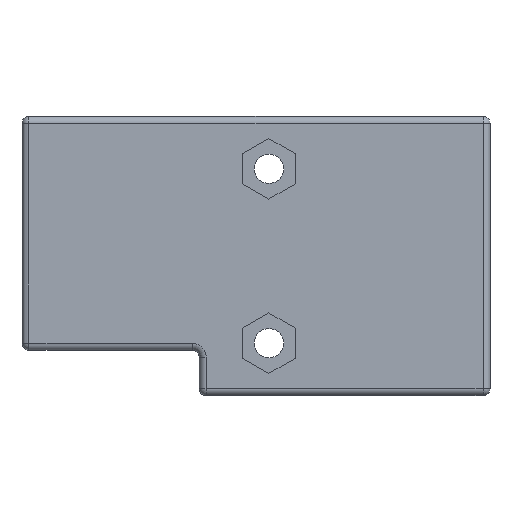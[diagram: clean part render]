
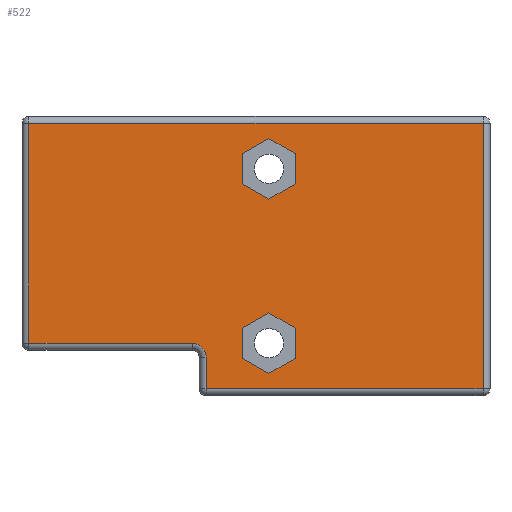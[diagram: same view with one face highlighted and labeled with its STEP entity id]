
A CAD part, front view. The second image highlights one B-rep face of the part: STEP entity #522.
In plain terms, the highlighted planar face has unit normal (0, -1, 0).
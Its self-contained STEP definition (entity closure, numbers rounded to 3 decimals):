
#15 = VERTEX_POINT ( 'NONE', #402 ) ;
#24 = CARTESIAN_POINT ( 'NONE',  ( 151.127, -20.8, 186.653 ) ) ;
#33 = DIRECTION ( 'NONE',  ( 0.866, 0., -0.5 ) ) ;
#47 = DIRECTION ( 'NONE',  ( 0., 0., 1. ) ) ;
#54 = VECTOR ( 'NONE', #1933, 1000. ) ;
#57 = ORIENTED_EDGE ( 'NONE', *, *, #1211, .F. ) ;
#85 = VECTOR ( 'NONE', #2211, 1000. ) ;
#96 = VECTOR ( 'NONE', #595, 1000. ) ;
#100 = CARTESIAN_POINT ( 'NONE',  ( 168.448, -20.8, 152.747 ) ) ;
#102 = ORIENTED_EDGE ( 'NONE', *, *, #676, .F. ) ;
#125 = DIRECTION ( 'NONE',  ( -1., 0., 0. ) ) ;
#127 = ORIENTED_EDGE ( 'NONE', *, *, #325, .F. ) ;
#140 = CARTESIAN_POINT ( 'NONE',  ( 150., -20.8, 184.7 ) ) ;
#147 = VERTEX_POINT ( 'NONE', #795 ) ;
#175 = CARTESIAN_POINT ( 'NONE',  ( 160., -20.8, 181.53 ) ) ;
#179 = VERTEX_POINT ( 'NONE', #1118 ) ;
#186 = VERTEX_POINT ( 'NONE', #849 ) ;
#192 = LINE ( 'NONE', #1353, #1489 ) ;
#210 = ORIENTED_EDGE ( 'NONE', *, *, #734, .T. ) ;
#216 = CARTESIAN_POINT ( 'NONE',  ( 151., -20.8, 145.7 ) ) ;
#220 = VERTEX_POINT ( 'NONE', #1033 ) ;
#227 = DIRECTION ( 'NONE',  ( 0.866, 0., -0.5 ) ) ;
#248 = LINE ( 'NONE', #779, #990 ) ;
#262 = VERTEX_POINT ( 'NONE', #1875 ) ;
#268 = EDGE_CURVE ( 'NONE', #328, #1063, #336, .T. ) ;
#278 = CARTESIAN_POINT ( 'NONE',  ( 153.873, -20.8, 177.992 ) ) ;
#285 = ORIENTED_EDGE ( 'NONE', *, *, #2131, .T. ) ;
#291 = DIRECTION ( 'NONE',  ( 0.866, 0., 0.5 ) ) ;
#319 = ORIENTED_EDGE ( 'NONE', *, *, #494, .F. ) ;
#321 = LINE ( 'NONE', #692, #1157 ) ;
#325 = EDGE_CURVE ( 'NONE', #400, #477, #414, .T. ) ;
#328 = VERTEX_POINT ( 'NONE', #1607 ) ;
#336 = LINE ( 'NONE', #1725, #451 ) ;
#400 = VERTEX_POINT ( 'NONE', #2083 ) ;
#402 = CARTESIAN_POINT ( 'NONE',  ( 160., -20.8, 156.53 ) ) ;
#409 = VECTOR ( 'NONE', #33, 1000. ) ;
#414 = LINE ( 'NONE', #2110, #1206 ) ;
#451 = VECTOR ( 'NONE', #497, 1000. ) ;
#477 = VERTEX_POINT ( 'NONE', #1819 ) ;
#494 = EDGE_CURVE ( 'NONE', #1114, #147, #1798, .T. ) ;
#497 = DIRECTION ( 'NONE',  ( 0., 0., 1. ) ) ;
#506 = CARTESIAN_POINT ( 'NONE',  ( 156.25, -20.8, 184.7 ) ) ;
#522 = ADVANCED_FACE ( 'NONE', ( #1487, #605, #1299 ), #985, .F. ) ;
#535 = EDGE_CURVE ( 'NONE', #1632, #15, #947, .T. ) ;
#561 = VECTOR ( 'NONE', #1392, 1000. ) ;
#562 = CARTESIAN_POINT ( 'NONE',  ( 150., -20.8, 183.7 ) ) ;
#582 = ORIENTED_EDGE ( 'NONE', *, *, #2038, .T. ) ;
#585 = EDGE_LOOP ( 'NONE', ( #1499, #2069, #127, #865, #938, #1947 ) ) ;
#593 = DIRECTION ( 'NONE',  ( 1., 0., 0. ) ) ;
#595 = DIRECTION ( 'NONE',  ( -0.866, 0., -0.5 ) ) ;
#605 = FACE_OUTER_BOUND ( 'NONE', #2208, .T. ) ;
#606 = VERTEX_POINT ( 'NONE', #1889 ) ;
#608 = VERTEX_POINT ( 'NONE', #1682 ) ;
#639 = CARTESIAN_POINT ( 'NONE',  ( 191.69, -20.8, 145.7 ) ) ;
#652 = DIRECTION ( 'NONE',  ( 0., 0., -1. ) ) ;
#659 = DIRECTION ( 'NONE',  ( -1., 0., 0. ) ) ;
#676 = EDGE_CURVE ( 'NONE', #147, #606, #1872, .T. ) ;
#692 = CARTESIAN_POINT ( 'NONE',  ( 125.6, -20.8, 184.7 ) ) ;
#717 = LINE ( 'NONE', #24, #561 ) ;
#721 = EDGE_CURVE ( 'NONE', #1063, #1114, #717, .T. ) ;
#725 = EDGE_CURVE ( 'NONE', #1676, #220, #1169, .T. ) ;
#731 = ORIENTED_EDGE ( 'NONE', *, *, #1255, .T. ) ;
#734 = EDGE_CURVE ( 'NONE', #179, #1056, #2096, .T. ) ;
#779 = CARTESIAN_POINT ( 'NONE',  ( 150., -20.8, 152.2 ) ) ;
#791 = CARTESIAN_POINT ( 'NONE',  ( 125.6, -20.8, 183.7 ) ) ;
#793 = ORIENTED_EDGE ( 'NONE', *, *, #721, .F. ) ;
#795 = CARTESIAN_POINT ( 'NONE',  ( 156.25, -20.8, 179.365 ) ) ;
#811 = VECTOR ( 'NONE', #1049, 1000. ) ;
#827 = VERTEX_POINT ( 'NONE', #1680 ) ;
#849 = CARTESIAN_POINT ( 'NONE',  ( 156.25, -20.8, 154.365 ) ) ;
#860 = CARTESIAN_POINT ( 'NONE',  ( 163.75, -20.8, 154.365 ) ) ;
#865 = ORIENTED_EDGE ( 'NONE', *, *, #2130, .F. ) ;
#881 = EDGE_CURVE ( 'NONE', #15, #186, #192, .T. ) ;
#891 = EDGE_LOOP ( 'NONE', ( #1147, #57, #1919, #102, #319, #793 ) ) ;
#905 = CARTESIAN_POINT ( 'NONE',  ( 125.6, -20.8, 152.2 ) ) ;
#921 = VECTOR ( 'NONE', #47, 1000. ) ;
#938 = ORIENTED_EDGE ( 'NONE', *, *, #881, .F. ) ;
#947 = LINE ( 'NONE', #1289, #1928 ) ;
#972 = LINE ( 'NONE', #100, #1741 ) ;
#985 = PLANE ( 'NONE',  #1715 ) ;
#990 = VECTOR ( 'NONE', #593, 1000. ) ;
#1007 = LINE ( 'NONE', #1530, #1416 ) ;
#1033 = CARTESIAN_POINT ( 'NONE',  ( 190.69, -20.8, 145.7 ) ) ;
#1048 = DIRECTION ( 'NONE',  ( -0.866, 0., -0.5 ) ) ;
#1049 = DIRECTION ( 'NONE',  ( 0., 0., -1. ) ) ;
#1056 = VERTEX_POINT ( 'NONE', #1447 ) ;
#1063 = VERTEX_POINT ( 'NONE', #1426 ) ;
#1068 = VECTOR ( 'NONE', #2149, 1000. ) ;
#1108 = DIRECTION ( 'NONE',  ( 0.866, 0., 0.5 ) ) ;
#1114 = VERTEX_POINT ( 'NONE', #175 ) ;
#1118 = CARTESIAN_POINT ( 'NONE',  ( 149., -20.8, 152.2 ) ) ;
#1133 = CARTESIAN_POINT ( 'NONE',  ( 149., -20.8, 150.2 ) ) ;
#1147 = ORIENTED_EDGE ( 'NONE', *, *, #268, .F. ) ;
#1157 = VECTOR ( 'NONE', #2048, 1000. ) ;
#1167 = DIRECTION ( 'NONE',  ( 0., 0., 1. ) ) ;
#1169 = LINE ( 'NONE', #639, #1068 ) ;
#1206 = VECTOR ( 'NONE', #227, 1000. ) ;
#1211 = EDGE_CURVE ( 'NONE', #608, #328, #1317, .T. ) ;
#1250 = LINE ( 'NONE', #1586, #921 ) ;
#1255 = EDGE_CURVE ( 'NONE', #262, #1346, #1383, .T. ) ;
#1280 = DIRECTION ( 'NONE',  ( 0., 1., 0. ) ) ;
#1289 = CARTESIAN_POINT ( 'NONE',  ( 140.302, -20.8, 167.903 ) ) ;
#1299 = FACE_BOUND ( 'NONE', #585, .T. ) ;
#1317 = LINE ( 'NONE', #2002, #1887 ) ;
#1346 = VERTEX_POINT ( 'NONE', #791 ) ;
#1353 = CARTESIAN_POINT ( 'NONE',  ( 164.698, -20.8, 159.242 ) ) ;
#1383 = LINE ( 'NONE', #562, #54 ) ;
#1392 = DIRECTION ( 'NONE',  ( -0.866, 0., 0.5 ) ) ;
#1401 = LINE ( 'NONE', #1859, #85 ) ;
#1416 = VECTOR ( 'NONE', #1167, 1000. ) ;
#1420 = AXIS2_PLACEMENT_3D ( 'NONE', #1133, #1506, #659 ) ;
#1421 = EDGE_CURVE ( 'NONE', #1727, #179, #248, .T. ) ;
#1426 = CARTESIAN_POINT ( 'NONE',  ( 163.75, -20.8, 179.365 ) ) ;
#1433 = EDGE_CURVE ( 'NONE', #477, #827, #972, .T. ) ;
#1447 = CARTESIAN_POINT ( 'NONE',  ( 151., -20.8, 150.2 ) ) ;
#1487 = FACE_BOUND ( 'NONE', #891, .T. ) ;
#1489 = VECTOR ( 'NONE', #1048, 1000. ) ;
#1499 = ORIENTED_EDGE ( 'NONE', *, *, #1749, .F. ) ;
#1506 = DIRECTION ( 'NONE',  ( 0., 1., 0. ) ) ;
#1530 = CARTESIAN_POINT ( 'NONE',  ( 190.69, -20.8, 184.7 ) ) ;
#1555 = CARTESIAN_POINT ( 'NONE',  ( 147.377, -20.8, 180.158 ) ) ;
#1586 = CARTESIAN_POINT ( 'NONE',  ( 163.75, -20.8, 184.7 ) ) ;
#1607 = CARTESIAN_POINT ( 'NONE',  ( 163.75, -20.8, 175.035 ) ) ;
#1615 = ORIENTED_EDGE ( 'NONE', *, *, #725, .T. ) ;
#1632 = VERTEX_POINT ( 'NONE', #860 ) ;
#1676 = VERTEX_POINT ( 'NONE', #216 ) ;
#1680 = CARTESIAN_POINT ( 'NONE',  ( 163.75, -20.8, 150.035 ) ) ;
#1682 = CARTESIAN_POINT ( 'NONE',  ( 160., -20.8, 172.87 ) ) ;
#1691 = LINE ( 'NONE', #1729, #811 ) ;
#1715 = AXIS2_PLACEMENT_3D ( 'NONE', #140, #1280, #125 ) ;
#1725 = CARTESIAN_POINT ( 'NONE',  ( 163.75, -20.8, 184.7 ) ) ;
#1727 = VERTEX_POINT ( 'NONE', #905 ) ;
#1729 = CARTESIAN_POINT ( 'NONE',  ( 151., -20.8, 184.7 ) ) ;
#1741 = VECTOR ( 'NONE', #1108, 1000. ) ;
#1749 = EDGE_CURVE ( 'NONE', #827, #1632, #1250, .T. ) ;
#1798 = LINE ( 'NONE', #278, #96 ) ;
#1819 = CARTESIAN_POINT ( 'NONE',  ( 160., -20.8, 147.87 ) ) ;
#1859 = CARTESIAN_POINT ( 'NONE',  ( 156.25, -20.8, 184.7 ) ) ;
#1872 = LINE ( 'NONE', #506, #2128 ) ;
#1875 = CARTESIAN_POINT ( 'NONE',  ( 190.69, -20.8, 183.7 ) ) ;
#1887 = VECTOR ( 'NONE', #291, 1000. ) ;
#1889 = CARTESIAN_POINT ( 'NONE',  ( 156.25, -20.8, 175.035 ) ) ;
#1919 = ORIENTED_EDGE ( 'NONE', *, *, #2101, .F. ) ;
#1928 = VECTOR ( 'NONE', #1972, 1000. ) ;
#1933 = DIRECTION ( 'NONE',  ( -1., 0., 0. ) ) ;
#1947 = ORIENTED_EDGE ( 'NONE', *, *, #535, .F. ) ;
#1948 = ORIENTED_EDGE ( 'NONE', *, *, #1421, .T. ) ;
#1972 = DIRECTION ( 'NONE',  ( -0.866, 0., 0.5 ) ) ;
#1980 = EDGE_CURVE ( 'NONE', #220, #262, #1007, .T. ) ;
#2002 = CARTESIAN_POINT ( 'NONE',  ( 157.623, -20.8, 171.497 ) ) ;
#2038 = EDGE_CURVE ( 'NONE', #1056, #1676, #1691, .T. ) ;
#2048 = DIRECTION ( 'NONE',  ( 0., 0., -1. ) ) ;
#2069 = ORIENTED_EDGE ( 'NONE', *, *, #1433, .F. ) ;
#2072 = LINE ( 'NONE', #1555, #409 ) ;
#2083 = CARTESIAN_POINT ( 'NONE',  ( 156.25, -20.8, 150.035 ) ) ;
#2096 = CIRCLE ( 'NONE', #1420, 2. ) ;
#2101 = EDGE_CURVE ( 'NONE', #606, #608, #2072, .T. ) ;
#2110 = CARTESIAN_POINT ( 'NONE',  ( 136.552, -20.8, 161.408 ) ) ;
#2128 = VECTOR ( 'NONE', #652, 1000. ) ;
#2130 = EDGE_CURVE ( 'NONE', #186, #400, #1401, .T. ) ;
#2131 = EDGE_CURVE ( 'NONE', #1346, #1727, #321, .T. ) ;
#2149 = DIRECTION ( 'NONE',  ( 1., 0., 0. ) ) ;
#2175 = ORIENTED_EDGE ( 'NONE', *, *, #1980, .T. ) ;
#2208 = EDGE_LOOP ( 'NONE', ( #1615, #2175, #731, #285, #1948, #210, #582 ) ) ;
#2211 = DIRECTION ( 'NONE',  ( 0., 0., -1. ) ) ;
